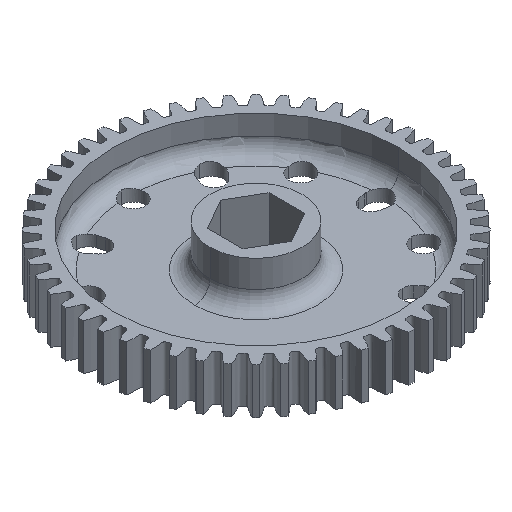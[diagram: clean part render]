
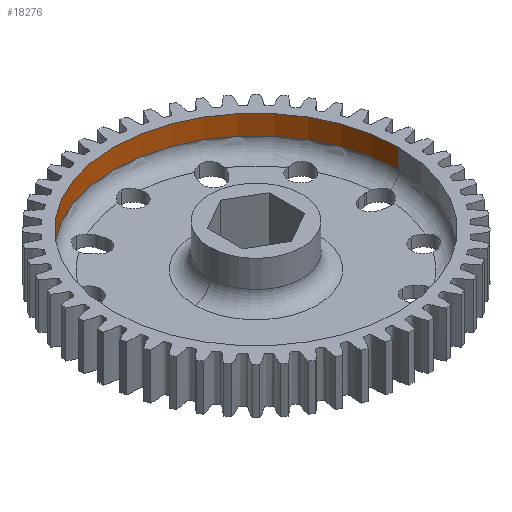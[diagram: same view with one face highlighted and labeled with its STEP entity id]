
A CAD part, isometric view. The second image highlights one B-rep face of the part: STEP entity #18276.
In plain terms, the highlighted cylindrical face has radius 29.527 mm (diameter 59.055 mm), a partial arc.
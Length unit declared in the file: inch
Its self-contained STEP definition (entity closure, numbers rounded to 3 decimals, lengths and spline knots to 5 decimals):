
#144 = CARTESIAN_POINT ( 'NONE',  ( -1.1625, 0., 0.0275 ) ) ;
#490 = EDGE_CURVE ( 'NONE', #8096, #4577, #25439, .T. ) ;
#841 = ORIENTED_EDGE ( 'NONE', *, *, #490, .T. ) ;
#1015 = DIRECTION ( 'NONE',  ( 1., 0., 0. ) ) ;
#2878 = VECTOR ( 'NONE', #25557, 39.37008 ) ;
#4226 = DIRECTION ( 'NONE',  ( 1., 0., 0. ) ) ;
#4576 = EDGE_CURVE ( 'NONE', #12915, #17363, #22319, .T. ) ;
#4577 = VERTEX_POINT ( 'NONE', #8534 ) ;
#4618 = LINE ( 'NONE', #15414, #2878 ) ;
#6299 = FACE_OUTER_BOUND ( 'NONE', #15651, .T. ) ;
#6419 = EDGE_CURVE ( 'NONE', #12915, #4577, #4618, .T. ) ;
#7043 = VECTOR ( 'NONE', #13827, 39.37008 ) ;
#7727 = CARTESIAN_POINT ( 'NONE',  ( 1.1625, 0., -3.47555 ) ) ;
#7952 = CARTESIAN_POINT ( 'NONE',  ( 0., 0., -3.47555 ) ) ;
#8091 = DIRECTION ( 'NONE',  ( 0., 0., 1. ) ) ;
#8096 = VERTEX_POINT ( 'NONE', #13320 ) ;
#8238 = CYLINDRICAL_SURFACE ( 'NONE', #11412, 1.1625 ) ;
#8534 = CARTESIAN_POINT ( 'NONE',  ( -1.1625, 0., 0.1875 ) ) ;
#10090 = LINE ( 'NONE', #7727, #7043 ) ;
#10137 = ORIENTED_EDGE ( 'NONE', *, *, #4576, .T. ) ;
#11412 = AXIS2_PLACEMENT_3D ( 'NONE', #7952, #8091, #25280 ) ;
#12096 = DIRECTION ( 'NONE',  ( 0., 0., 1. ) ) ;
#12639 = ORIENTED_EDGE ( 'NONE', *, *, #24858, .T. ) ;
#12915 = VERTEX_POINT ( 'NONE', #144 ) ;
#13320 = CARTESIAN_POINT ( 'NONE',  ( 1.1625, 0., 0.1875 ) ) ;
#13827 = DIRECTION ( 'NONE',  ( 0., 0., 1. ) ) ;
#15414 = CARTESIAN_POINT ( 'NONE',  ( -1.1625, 0., -3.47555 ) ) ;
#15651 = EDGE_LOOP ( 'NONE', ( #20899, #10137, #12639, #841 ) ) ;
#16393 = CARTESIAN_POINT ( 'NONE',  ( 0., 0., 0.1875 ) ) ;
#17247 = DIRECTION ( 'NONE',  ( 0., 0., -1. ) ) ;
#17363 = VERTEX_POINT ( 'NONE', #18388 ) ;
#18276 = ADVANCED_FACE ( 'NONE', ( #6299 ), #8238, .F. ) ;
#18388 = CARTESIAN_POINT ( 'NONE',  ( 1.1625, 0., 0.0275 ) ) ;
#19661 = AXIS2_PLACEMENT_3D ( 'NONE', #16393, #12096, #1015 ) ;
#20899 = ORIENTED_EDGE ( 'NONE', *, *, #6419, .F. ) ;
#22319 = CIRCLE ( 'NONE', #27208, 1.1625 ) ;
#24858 = EDGE_CURVE ( 'NONE', #17363, #8096, #10090, .T. ) ;
#25280 = DIRECTION ( 'NONE',  ( 1., 0., 0. ) ) ;
#25439 = CIRCLE ( 'NONE', #19661, 1.1625 ) ;
#25557 = DIRECTION ( 'NONE',  ( 0., 0., 1. ) ) ;
#27208 = AXIS2_PLACEMENT_3D ( 'NONE', #27373, #17247, #4226 ) ;
#27373 = CARTESIAN_POINT ( 'NONE',  ( 0., 0., 0.0275 ) ) ;
